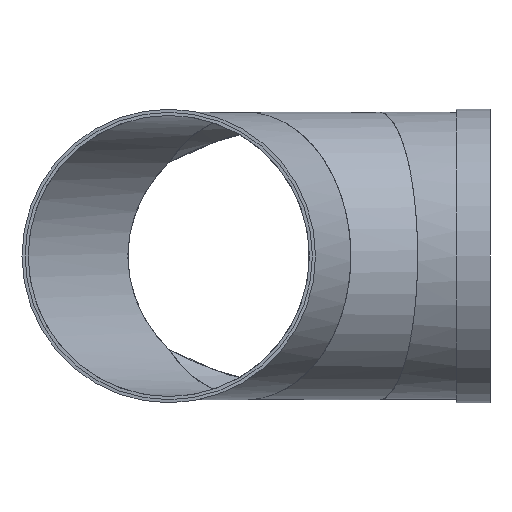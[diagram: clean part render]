
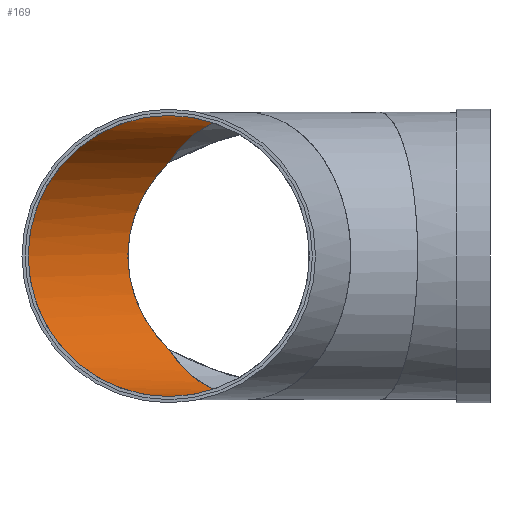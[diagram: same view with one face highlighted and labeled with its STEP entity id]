
A CAD part, left-side view. The second image highlights one B-rep face of the part: STEP entity #169.
In plain terms, the highlighted cylindrical face has radius 274 mm (diameter 548 mm), a full revolution.
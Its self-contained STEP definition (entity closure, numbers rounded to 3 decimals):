
#169 = ADVANCED_FACE( '', ( #287, #288 ), #289, .F. );
#287 = FACE_OUTER_BOUND( '', #403, .T. );
#288 = FACE_OUTER_BOUND( '', #404, .T. );
#289 = CYLINDRICAL_SURFACE( '', #405, 274. );
#403 = EDGE_LOOP( '', ( #526, #527 ) );
#404 = EDGE_LOOP( '', ( #528 ) );
#405 = AXIS2_PLACEMENT_3D( '', #529, #530, #531 );
#526 = ORIENTED_EDGE( '', *, *, #703, .T. );
#527 = ORIENTED_EDGE( '', *, *, #701, .T. );
#528 = ORIENTED_EDGE( '', *, *, #704, .T. );
#529 = CARTESIAN_POINT( '', ( 204.974, 270.974, 0. ) );
#530 = DIRECTION( '', ( 0.866, -0.5, 0. ) );
#531 = DIRECTION( '', ( -0.5, -0.866, 0. ) );
#701 = EDGE_CURVE( '', #776, #781, #783, .T. );
#703 = EDGE_CURVE( '', #781, #776, #785, .T. );
#704 = EDGE_CURVE( '', #786, #786, #787, .T. );
#776 = VERTEX_POINT( '', #878 );
#781 = VERTEX_POINT( '', #884 );
#783 = ELLIPSE( '', #887, 316.388, 274. );
#785 = ELLIPSE( '', #889, 283.666, 274. );
#786 = VERTEX_POINT( '', #890 );
#787 = ELLIPSE( '', #891, 283.666, 274. );
#878 = CARTESIAN_POINT( '', ( 0., 626., -181.828 ) );
#884 = CARTESIAN_POINT( '', ( 0., 626., 181.828 ) );
#887 = AXIS2_PLACEMENT_3D( '', #992, #993, #994 );
#889 = AXIS2_PLACEMENT_3D( '', #995, #996, #997 );
#890 = CARTESIAN_POINT( '', ( -336.53, 900., 0. ) );
#891 = AXIS2_PLACEMENT_3D( '', #998, #999, #1000 );
#992 = CARTESIAN_POINT( '', ( 0., 389.316, 0. ) );
#993 = DIRECTION( '', ( 1., 0., 0. ) );
#994 = DIRECTION( '', ( 0., 1., 0. ) );
#995 = CARTESIAN_POINT( '', ( -150.052, 475.948, 0. ) );
#996 = DIRECTION( '', ( 0.707, -0.707, 0. ) );
#997 = DIRECTION( '', ( -0.707, -0.707, 0. ) );
#998 = CARTESIAN_POINT( '', ( -409.948, 626., 0. ) );
#999 = DIRECTION( '', ( -0.966, 0.259, 0. ) );
#1000 = DIRECTION( '', ( 0.259, 0.966, 0. ) );
